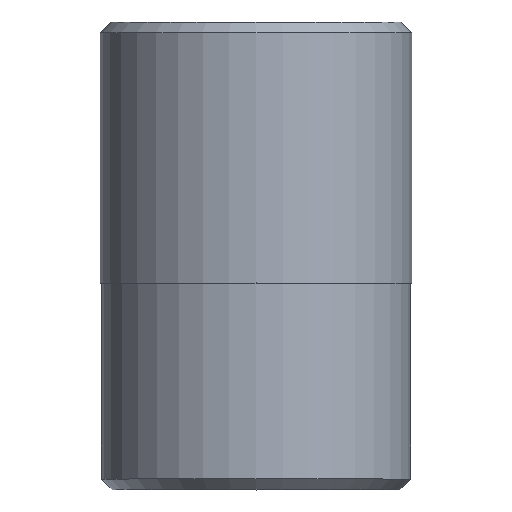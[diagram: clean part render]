
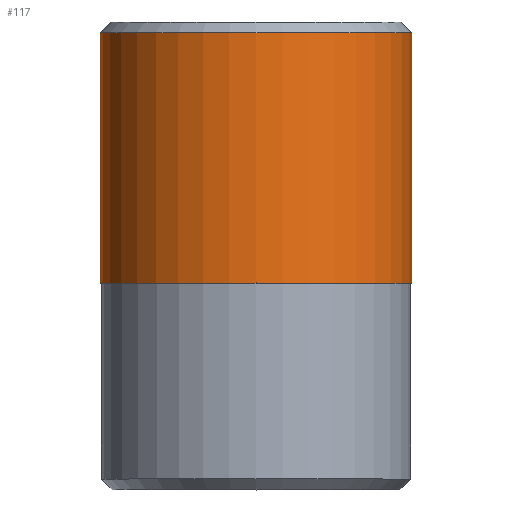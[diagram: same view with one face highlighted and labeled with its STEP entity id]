
A CAD part, top view. The second image highlights one B-rep face of the part: STEP entity #117.
In plain terms, the highlighted cylindrical face has radius 13.32 mm (diameter 26.641 mm), a full revolution.
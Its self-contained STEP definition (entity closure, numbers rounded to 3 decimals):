
#20=CYLINDRICAL_SURFACE('',#132,13.321);
#24=FACE_BOUND('',#47,.T.);
#34=FACE_OUTER_BOUND('',#46,.T.);
#46=EDGE_LOOP('',(#96));
#47=EDGE_LOOP('',(#97));
#62=CIRCLE('',#128,13.321);
#65=CIRCLE('',#133,13.321);
#72=VERTEX_POINT('',#191);
#75=VERTEX_POINT('',#199);
#82=EDGE_CURVE('',#72,#72,#62,.T.);
#85=EDGE_CURVE('',#75,#75,#65,.T.);
#96=ORIENTED_EDGE('',*,*,#82,.F.);
#97=ORIENTED_EDGE('',*,*,#85,.F.);
#117=ADVANCED_FACE('',(#34,#24),#20,.T.);
#128=AXIS2_PLACEMENT_3D('',#192,#151,#152);
#132=AXIS2_PLACEMENT_3D('',#198,#159,#160);
#133=AXIS2_PLACEMENT_3D('',#200,#161,#162);
#151=DIRECTION('center_axis',(0.,-1.,0.));
#152=DIRECTION('ref_axis',(1.,0.,0.));
#159=DIRECTION('center_axis',(0.,1.,0.));
#160=DIRECTION('ref_axis',(1.,0.,0.));
#161=DIRECTION('center_axis',(0.,1.,0.));
#162=DIRECTION('ref_axis',(1.,0.,0.));
#191=CARTESIAN_POINT('',(-13.321,-9.,0.));
#192=CARTESIAN_POINT('Origin',(0.,-9.,0.));
#198=CARTESIAN_POINT('Origin',(0.,0.,0.));
#199=CARTESIAN_POINT('',(-13.321,12.427,0.));
#200=CARTESIAN_POINT('Origin',(0.,12.427,0.));
